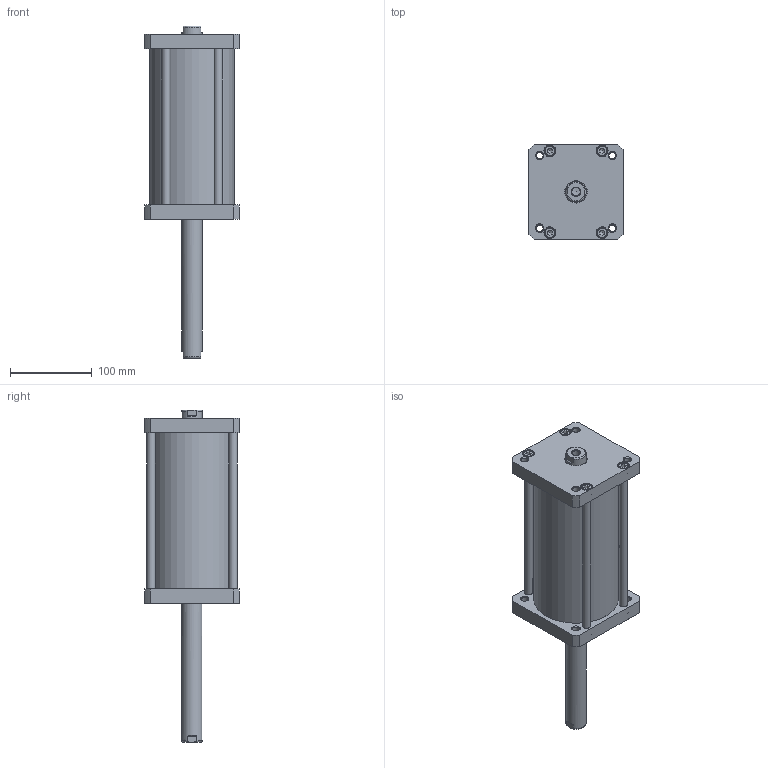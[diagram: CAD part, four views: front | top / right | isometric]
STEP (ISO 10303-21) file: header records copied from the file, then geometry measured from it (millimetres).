
FILE_DESCRIPTION((''),'2;1');
FILE_NAME('XDMP100.160.GS.F.stp','2014-03-24T15:09:03',('carlo.corazza'),(''),'Autodesk Inventor 2012','Autodesk Inventor 2012','');
FILE_SCHEMA(('AUTOMOTIVE_DESIGN { 1 0 10303 214 1 1 1 1 }'));
Length unit declared in the file: millimetre
Products named in the file (6): XDMP100..GS.F; CORPO-160; STELO-160; TA; TIRANTE-160
Assembly tree (9 placements, depth 2):
  XDMP100..GS.F
    CORPO-160
    STELO-160  x2
    TA
    TIRANTE-160  x4
    TA
Bounding box: 116 x 116 x 407 mm (x, y, z)
Volume: 811801.6 mm3; surface area: 270121.6 mm2
Topology: 9 solids, 19 shells, 312 faces, 694 edges, 428 vertices
Faces by surface type: plane 112, cone 108, cylinder 74, torus 18
Full cylindrical faces by diameter (mm): 6 x2, 6.647 x8, 8.376 x8, 8.566 x2, 8.9 x8, 10 x4, 10.106 x4, 13 x8, 14 x8, 25 x2, 25.6 x2, 26.9 x2, 28 x2, 29.8 x2, 30 x2, 100 x1, 104 x1
Entity records: 6831 total; most frequent: CARTESIAN_POINT 1276, DIRECTION 1104, ORIENTED_EDGE 796, AXIS2_PLACEMENT_3D 484, EDGE_LOOP 468, EDGE_CURVE 398, VERTEX_POINT 328, STYLED_ITEM 268
